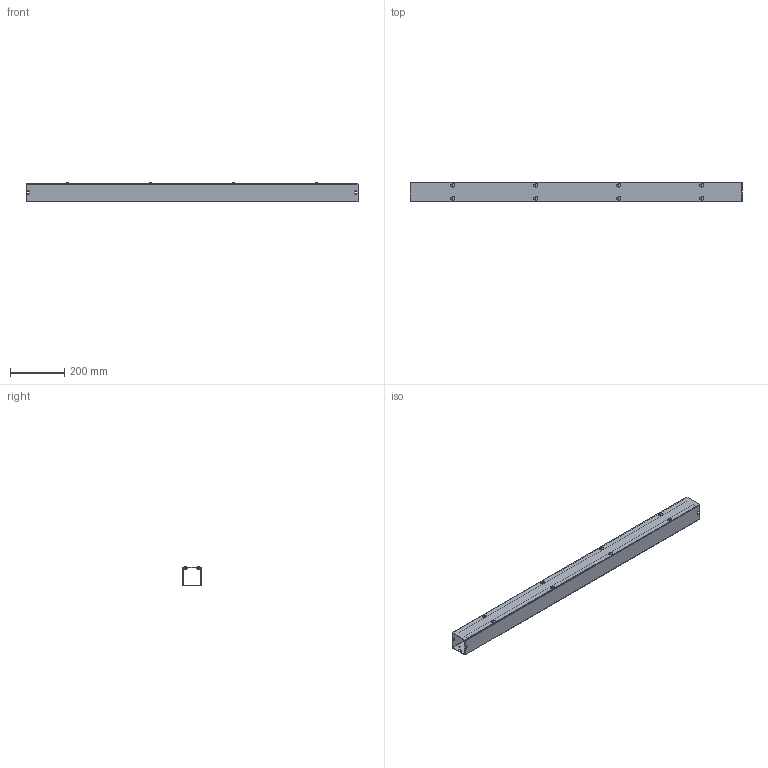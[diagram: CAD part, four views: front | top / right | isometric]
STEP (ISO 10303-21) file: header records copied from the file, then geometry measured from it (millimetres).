
FILE_DESCRIPTION(/* description */ ('WW, S, NK, BLR, GALV, 2.5X2.5X48'),/* implementation_level */ '2;1');
FILE_NAME(/* name */ 'S2248GNK.stp',/* time_stamp */ '2017-06-27T12:31:23+05:00',/* author */ ('vdas'),/* organization */ (''),/* preprocessor_version */ 'ST-DEVELOPER v16.1',/* originating_system */ 'Autodesk Inventor 2016',/* authorisation */ '');
FILE_SCHEMA (('AUTOMOTIVE_DESIGN { 1 0 10303 214 3 1 1 }'));
Length unit declared in the file: inch
Products named in the file (4): S2248GNKBLR; S2248GNKLID; 372141; S2248GNK
Assembly tree (10 placements, depth 2):
  S2248GNK
    S2248GNKBLR
    S2248GNKLID
    372141  x8
Bounding box: 1219.2 x 66.67 x 71.69 mm (x, y, z)
Volume: 563677.9 mm3; surface area: 720711.5 mm2
Topology: 10 solids, 10 shells, 768 faces, 1836 edges, 1096 vertices
Faces by surface type: plane 280, cone 216, cylinder 144, torus 112, bspline 16
Full cylindrical faces by diameter (mm): 4.089 x8, 4.595 x64, 6.35 x4, 7.938 x8
Entity records: 7558 total; most frequent: CARTESIAN_POINT 1739, DIRECTION 1170, ORIENTED_EDGE 1072, EDGE_CURVE 536, AXIS2_PLACEMENT_3D 445, VERTEX_POINT 370, EDGE_LOOP 350, LINE 280
